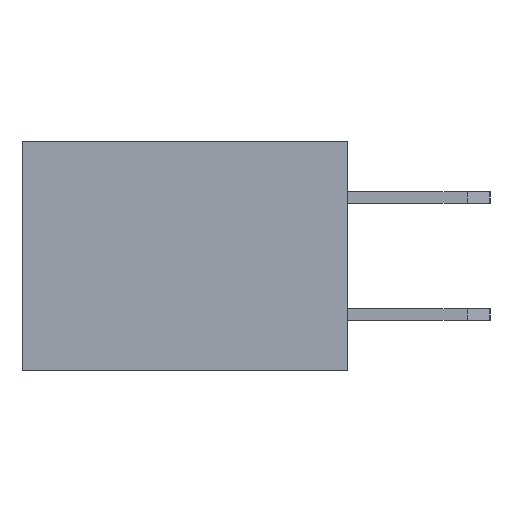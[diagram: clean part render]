
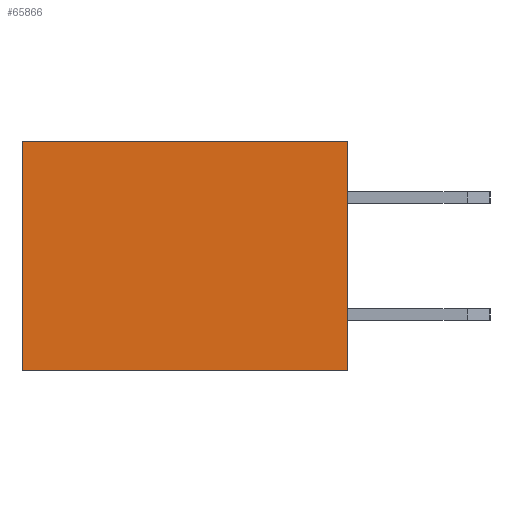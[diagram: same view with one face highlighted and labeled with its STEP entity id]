
A CAD part, left-side view. The second image highlights one B-rep face of the part: STEP entity #65866.
In plain terms, the highlighted planar face has unit normal (-1, 0, 0).
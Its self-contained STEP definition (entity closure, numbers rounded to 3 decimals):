
#35=CARTESIAN_POINT('',(26.67,1.,-1.1));
#36=VERTEX_POINT('',#35);
#53=CARTESIAN_POINT('',(26.67,8.1,-1.1));
#54=VERTEX_POINT('',#53);
#61=CARTESIAN_POINT('',(26.67,8.1,-1.1));
#62=DIRECTION('',(0.,-1.,0.));
#63=VECTOR('',#62,7.1);
#64=LINE('',#61,#63);
#65=EDGE_CURVE('',#54,#36,#64,.T.);
#84=CARTESIAN_POINT('',(26.67,8.1,-6.1));
#85=VERTEX_POINT('',#84);
#92=CARTESIAN_POINT('',(26.67,8.1,-1.1));
#93=DIRECTION('',(0.,0.,-1.));
#94=VECTOR('',#93,5.);
#95=LINE('',#92,#94);
#96=EDGE_CURVE('',#54,#85,#95,.T.);
#718=CARTESIAN_POINT('',(26.67,1.,-6.1));
#719=VERTEX_POINT('',#718);
#728=CARTESIAN_POINT('',(26.67,8.1,-6.1));
#729=DIRECTION('',(0.,-1.,0.));
#730=VECTOR('',#729,7.1);
#731=LINE('',#728,#730);
#732=EDGE_CURVE('',#85,#719,#731,.T.);
#65850=CARTESIAN_POINT('',(26.67,1.,-6.1));
#65851=DIRECTION('',(0.,0.,1.));
#65852=DIRECTION('',(-1.,0.,0.));
#65853=AXIS2_PLACEMENT_3D('',#65850,#65852,#65851);
#65854=PLANE('',#65853);
#65855=ORIENTED_EDGE('',*,*,#96,.T.);
#65856=ORIENTED_EDGE('',*,*,#732,.T.);
#65857=CARTESIAN_POINT('',(26.67,1.,-6.1));
#65858=DIRECTION('',(0.,0.,1.));
#65859=VECTOR('',#65858,5.);
#65860=LINE('',#65857,#65859);
#65861=EDGE_CURVE('',#719,#36,#65860,.T.);
#65862=ORIENTED_EDGE('',*,*,#65861,.T.);
#65863=ORIENTED_EDGE('',*,*,#65,.F.);
#65864=EDGE_LOOP('',(#65855,#65856,#65862,#65863));
#65865=FACE_OUTER_BOUND('',#65864,.T.);
#65866=ADVANCED_FACE('',(#65865),#65854,.T.);
